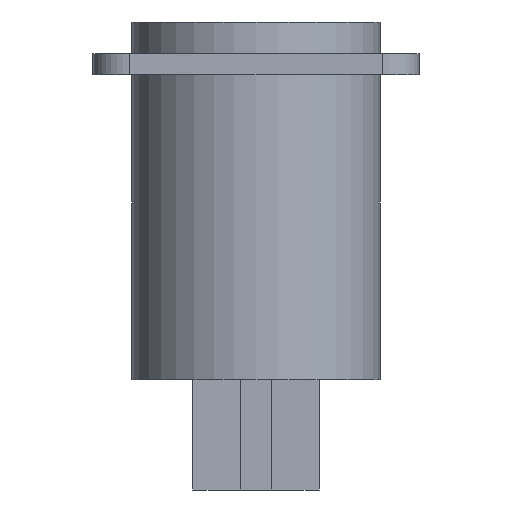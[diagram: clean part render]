
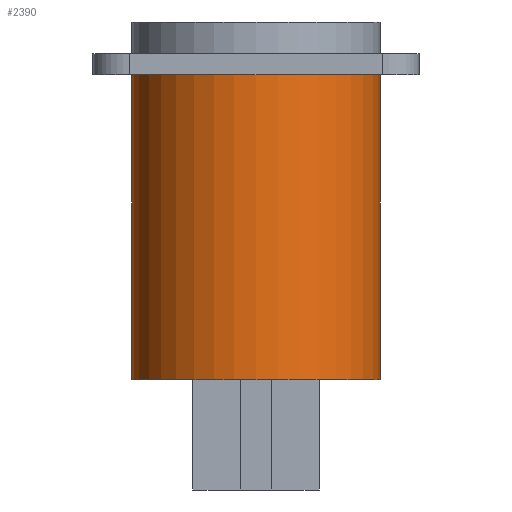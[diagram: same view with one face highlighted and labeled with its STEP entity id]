
A CAD part, left-side view. The second image highlights one B-rep face of the part: STEP entity #2390.
In plain terms, the highlighted cylindrical face has radius 11.8 mm (diameter 23.6 mm), a partial arc.
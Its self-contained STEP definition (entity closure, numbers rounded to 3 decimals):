
#277=CARTESIAN_POINT('',(0.,0.,0.));
#278=DIRECTION('',(0.,0.,-1.));
#279=DIRECTION('',(0.,-1.,0.));
#280=AXIS2_PLACEMENT_3D('',#277,#278,#279);
#473=DIRECTION('',(0.,0.,1.));
#474=VECTOR('',#473,29.);
#475=CARTESIAN_POINT('',(0.,-11.8,-29.));
#476=LINE('',#475,#474);
#477=CARTESIAN_POINT('',(0.,0.,-29.));
#478=DIRECTION('',(0.,0.,1.));
#479=DIRECTION('',(0.,1.,0.));
#480=AXIS2_PLACEMENT_3D('',#477,#478,#479);
#482=DIRECTION('',(0.,0.,1.));
#483=VECTOR('',#482,29.);
#484=CARTESIAN_POINT('',(0.,11.8,-29.));
#485=LINE('',#484,#483);
#1632=CARTESIAN_POINT('',(0.,11.8,-29.));
#1633=CARTESIAN_POINT('',(0.,-11.8,-29.));
#1634=VERTEX_POINT('',#1632);
#1635=VERTEX_POINT('',#1633);
#1636=CARTESIAN_POINT('',(0.,11.8,0.));
#1637=CARTESIAN_POINT('',(0.,-11.8,0.));
#1638=VERTEX_POINT('',#1636);
#1639=VERTEX_POINT('',#1637);
#2378=CARTESIAN_POINT('',(0.,0.,6.7));
#2379=DIRECTION('',(0.,0.,-1.));
#2380=DIRECTION('',(0.,-1.,0.));
#2381=AXIS2_PLACEMENT_3D('',#2378,#2379,#2380);
#2382=CYLINDRICAL_SURFACE('',#2381,11.8);
#2383=ORIENTED_EDGE('',*,*,#2033,.F.);
#2384=ORIENTED_EDGE('',*,*,#2358,.F.);
#2386=ORIENTED_EDGE('',*,*,#2385,.F.);
#2387=ORIENTED_EDGE('',*,*,#2354,.T.);
#2388=EDGE_LOOP('',(#2383,#2384,#2386,#2387));
#2389=FACE_OUTER_BOUND('',#2388,.F.);
#281=CIRCLE('',#280,11.8);
#481=CIRCLE('',#480,11.8);
#2033=EDGE_CURVE('',#1639,#1638,#281,.T.);
#2354=EDGE_CURVE('',#1634,#1638,#485,.T.);
#2358=EDGE_CURVE('',#1635,#1639,#476,.T.);
#2385=EDGE_CURVE('',#1634,#1635,#481,.T.);
#2390=ADVANCED_FACE('',(#2389),#2382,.T.);
